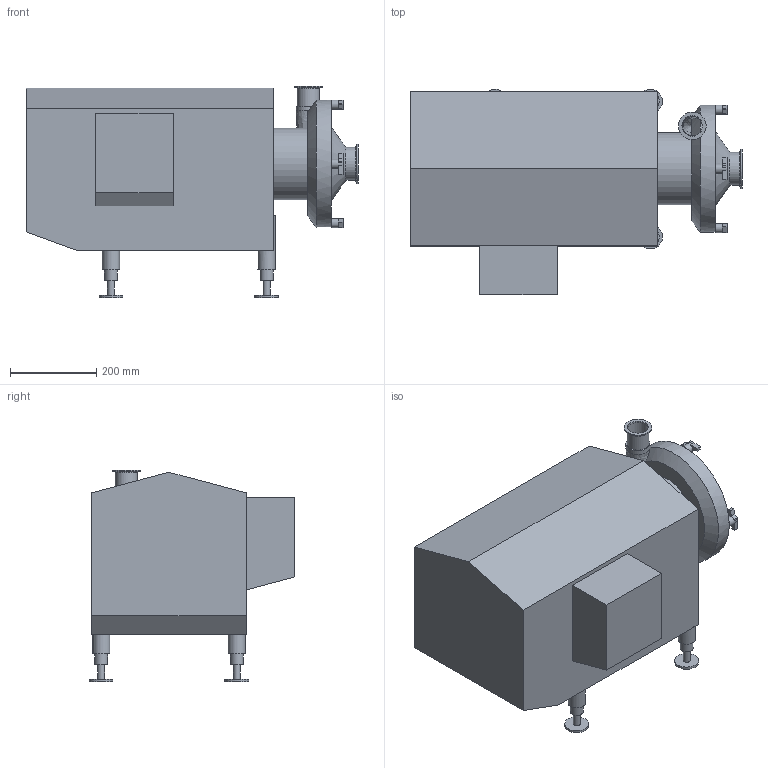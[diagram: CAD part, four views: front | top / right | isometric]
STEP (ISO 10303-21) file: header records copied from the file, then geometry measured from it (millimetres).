
FILE_DESCRIPTION(/* description */ (''),/* implementation_level */ '2;1');
FILE_NAME(/* name */ '',/* time_stamp */ '2024-11-22T09:44:30+09:00',/* author */ ('m'),/* organization */ (''),/* preprocessor_version */ 'ST-DEVELOPER v20',/* originating_system */ 'Autodesk Inventor 2025',/* authorisation */ '');
FILE_SCHEMA (('CONFIG_CONTROL_DESIGN'));
Length unit declared in the file: millimetre
Products named in the file (1): EZL2_055-075_30X20-CXC
Bounding box: 768 x 475.5 x 490 mm (x, y, z)
Volume: 80315737.2 mm3; surface area: 1456744.1 mm2
Topology: 1 solids, 5 shells, 153 faces, 343 edges, 221 vertices
Faces by surface type: plane 110, cylinder 34, cone 6, bspline 2, torus 1
Full cylindrical faces by diameter (mm): 10.917 x4, 16 x4, 21 x4, 30 x4, 40 x4, 47.8 x1, 50.8 x1, 55 x4, 55.8 x1, 64 x1, 72.3 x1, 76.3 x1, 91 x1, 166 x1, 294 x1
Entity records: 4504 total; most frequent: CARTESIAN_POINT 939, DIRECTION 755, ORIENTED_EDGE 686, EDGE_CURVE 343, AXIS2_PLACEMENT_3D 272, VERTEX_POINT 221, LINE 211, VECTOR 211
